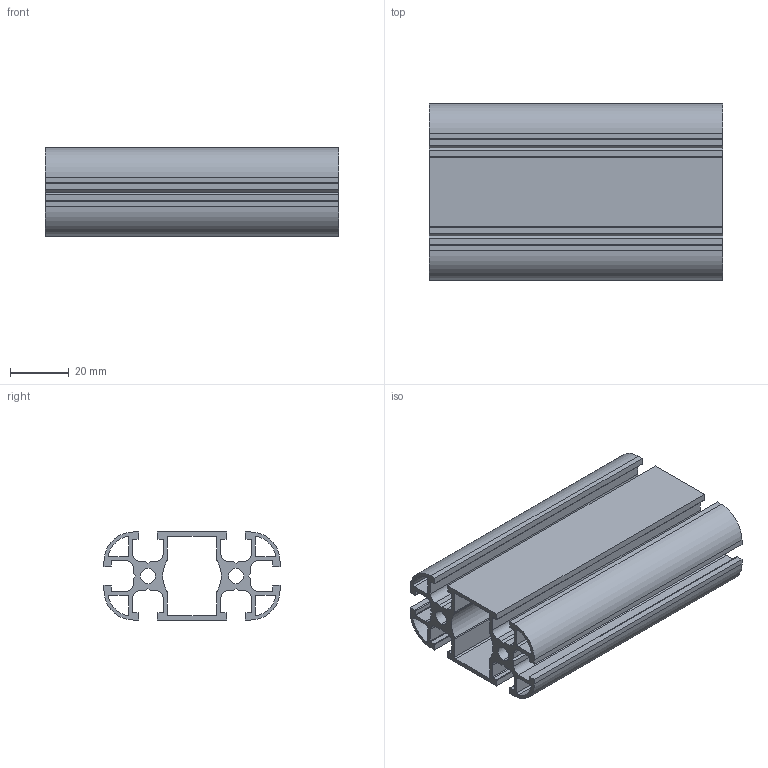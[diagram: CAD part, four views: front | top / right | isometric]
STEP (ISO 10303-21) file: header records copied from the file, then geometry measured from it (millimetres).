
FILE_DESCRIPTION (( 'STEP AP203' ), '1' );
FILE_NAME ('800.029.004.STEP', '2015-02-11T07:53:07', ( '' ), ( '' ), 'SwSTEP 2.0', 'SolidWorks 2012', '' );
FILE_SCHEMA (( 'CONFIG_CONTROL_DESIGN' ));
Length unit declared in the file: millimetre
Products named in the file (1): 800.029.004
Bounding box: 100 x 60 x 30 mm (x, y, z)
Volume: 50106.9 mm3; surface area: 54630.3 mm2
Topology: 1 solids, 1 shells, 158 faces, 468 edges, 312 vertices
Faces by surface type: plane 86, cylinder 72
Entity records: 5421 total; most frequent: CARTESIAN_POINT 939, ORIENTED_EDGE 936, DIRECTION 930, EDGE_CURVE 468, VECTOR 324, LINE 324, VERTEX_POINT 312, AXIS2_PLACEMENT_3D 303
